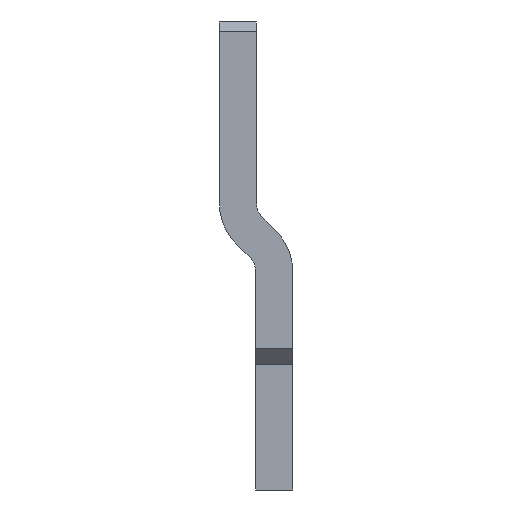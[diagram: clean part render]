
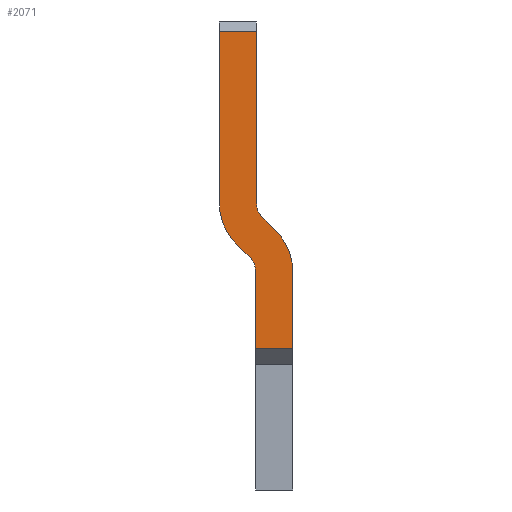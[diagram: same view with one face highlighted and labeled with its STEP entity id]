
A CAD part, left-side view. The second image highlights one B-rep face of the part: STEP entity #2071.
In plain terms, the highlighted planar face has unit normal (-1, 0, 0).
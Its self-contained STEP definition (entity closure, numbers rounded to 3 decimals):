
#1493=AXIS2_PLACEMENT_3D('Circle Axis2P3D',#1491,#1492,$) ;
#1528=AXIS2_PLACEMENT_3D('Circle Axis2P3D',#1526,#1527,$) ;
#1573=AXIS2_PLACEMENT_3D('Circle Axis2P3D',#1571,#1572,$) ;
#1625=AXIS2_PLACEMENT_3D('Circle Axis2P3D',#1623,#1624,$) ;
#2036=AXIS2_PLACEMENT_3D('Plane Axis2P3D',#2033,#2034,#2035) ;
#1474=CARTESIAN_POINT('Vertex',(-43.75,15.685,88.086)) ;
#1488=CARTESIAN_POINT('Vertex',(-43.75,15.1,86.672)) ;
#1491=CARTESIAN_POINT('Axis2P3D Location',(-43.75,17.1,86.672)) ;
#1509=CARTESIAN_POINT('Vertex',(-43.75,14.414,92.471)) ;
#1523=CARTESIAN_POINT('Vertex',(-43.75,15.,93.885)) ;
#1526=CARTESIAN_POINT('Axis2P3D Location',(-43.75,13.,93.885)) ;
#1542=CARTESIAN_POINT('Vertex',(-43.75,17.242,89.643)) ;
#1552=CARTESIAN_POINT('Line Origine',(-43.75,16.464,88.864)) ;
#1571=CARTESIAN_POINT('Axis2P3D Location',(-43.75,13.,93.885)) ;
#1575=CARTESIAN_POINT('Vertex',(-43.75,19.,93.885)) ;
#1594=CARTESIAN_POINT('Vertex',(-43.75,12.857,90.914)) ;
#1604=CARTESIAN_POINT('Line Origine',(-43.75,13.635,91.693)) ;
#1623=CARTESIAN_POINT('Axis2P3D Location',(-43.75,17.1,86.672)) ;
#1627=CARTESIAN_POINT('Vertex',(-43.75,11.1,86.672)) ;
#1663=CARTESIAN_POINT('Line Origine',(-43.75,11.1,82.461)) ;
#1667=CARTESIAN_POINT('Vertex',(-43.75,11.1,78.25)) ;
#1731=CARTESIAN_POINT('Vertex',(-43.75,15.1,78.25)) ;
#1734=CARTESIAN_POINT('Line Origine',(-43.75,15.1,82.461)) ;
#1850=CARTESIAN_POINT('Line Origine',(-43.75,13.1,78.25)) ;
#2033=CARTESIAN_POINT('Axis2P3D Location',(-43.75,0.,0.)) ;
#2038=CARTESIAN_POINT('Line Origine',(-43.75,17.,112.5)) ;
#2042=CARTESIAN_POINT('Vertex',(-43.75,19.,112.5)) ;
#2044=CARTESIAN_POINT('Vertex',(-43.75,15.,112.5)) ;
#2047=CARTESIAN_POINT('Line Origine',(-43.75,19.,103.193)) ;
#2052=CARTESIAN_POINT('Line Origine',(-43.75,15.,103.193)) ;
#1492=DIRECTION('Axis2P3D Direction',(1.,0.,0.)) ;
#1527=DIRECTION('Axis2P3D Direction',(1.,0.,0.)) ;
#1553=DIRECTION('Vector Direction',(0.,-0.707,-0.707)) ;
#1572=DIRECTION('Axis2P3D Direction',(1.,0.,0.)) ;
#1605=DIRECTION('Vector Direction',(0.,0.707,0.707)) ;
#1624=DIRECTION('Axis2P3D Direction',(1.,0.,0.)) ;
#1664=DIRECTION('Vector Direction',(0.,0.,1.)) ;
#1735=DIRECTION('Vector Direction',(0.,0.,-1.)) ;
#1851=DIRECTION('Vector Direction',(0.,1.,0.)) ;
#2034=DIRECTION('Axis2P3D Direction',(1.,0.,0.)) ;
#2035=DIRECTION('Axis2P3D XDirection',(0.,1.,0.)) ;
#2039=DIRECTION('Vector Direction',(0.,-1.,0.)) ;
#2048=DIRECTION('Vector Direction',(0.,0.,-1.)) ;
#2053=DIRECTION('Vector Direction',(0.,0.,1.)) ;
#1554=VECTOR('Line Direction',#1553,1.) ;
#1606=VECTOR('Line Direction',#1605,1.) ;
#1665=VECTOR('Line Direction',#1664,1.) ;
#1736=VECTOR('Line Direction',#1735,1.) ;
#1852=VECTOR('Line Direction',#1851,1.) ;
#2040=VECTOR('Line Direction',#2039,1.) ;
#2049=VECTOR('Line Direction',#2048,1.) ;
#2054=VECTOR('Line Direction',#2053,1.) ;
#2058=ORIENTED_EDGE('',*,*,#2046,.F.) ;
#2059=ORIENTED_EDGE('',*,*,#2051,.F.) ;
#2060=ORIENTED_EDGE('',*,*,#1577,.F.) ;
#2061=ORIENTED_EDGE('',*,*,#1556,.F.) ;
#2062=ORIENTED_EDGE('',*,*,#1495,.T.) ;
#2063=ORIENTED_EDGE('',*,*,#1738,.F.) ;
#2064=ORIENTED_EDGE('',*,*,#1854,.F.) ;
#2065=ORIENTED_EDGE('',*,*,#1669,.F.) ;
#2066=ORIENTED_EDGE('',*,*,#1629,.F.) ;
#2067=ORIENTED_EDGE('',*,*,#1608,.F.) ;
#2068=ORIENTED_EDGE('',*,*,#1530,.T.) ;
#2069=ORIENTED_EDGE('',*,*,#2056,.F.) ;
#2071=ADVANCED_FACE('Terminali anteriori prolungati EF superiori',(#2070),#2037,.F.) ;
#1494=CIRCLE('generated circle',#1493,2.) ;
#1529=CIRCLE('generated circle',#1528,2.) ;
#1574=CIRCLE('generated circle',#1573,6.) ;
#1626=CIRCLE('generated circle',#1625,6.) ;
#1495=EDGE_CURVE('',#1475,#1489,#1494,.T.) ;
#1530=EDGE_CURVE('',#1510,#1524,#1529,.T.) ;
#1556=EDGE_CURVE('',#1475,#1543,#1555,.F.) ;
#1577=EDGE_CURVE('',#1543,#1576,#1574,.T.) ;
#1608=EDGE_CURVE('',#1510,#1595,#1607,.F.) ;
#1629=EDGE_CURVE('',#1595,#1628,#1626,.T.) ;
#1669=EDGE_CURVE('',#1628,#1668,#1666,.F.) ;
#1738=EDGE_CURVE('',#1732,#1489,#1737,.F.) ;
#1854=EDGE_CURVE('',#1668,#1732,#1853,.T.) ;
#2046=EDGE_CURVE('',#2043,#2045,#2041,.T.) ;
#2051=EDGE_CURVE('',#1576,#2043,#2050,.F.) ;
#2056=EDGE_CURVE('',#2045,#1524,#2055,.F.) ;
#2057=EDGE_LOOP('',(#2058,#2059,#2060,#2061,#2062,#2063,#2064,#2065,#2066,#2067,#2068,#2069)) ;
#2070=FACE_OUTER_BOUND('',#2057,.T.) ;
#1555=LINE('Line',#1552,#1554) ;
#1607=LINE('Line',#1604,#1606) ;
#1666=LINE('Line',#1663,#1665) ;
#1737=LINE('Line',#1734,#1736) ;
#1853=LINE('Line',#1850,#1852) ;
#2041=LINE('Line',#2038,#2040) ;
#2050=LINE('Line',#2047,#2049) ;
#2055=LINE('Line',#2052,#2054) ;
#2037=PLANE('',#2036) ;
#1475=VERTEX_POINT('',#1474) ;
#1489=VERTEX_POINT('',#1488) ;
#1510=VERTEX_POINT('',#1509) ;
#1524=VERTEX_POINT('',#1523) ;
#1543=VERTEX_POINT('',#1542) ;
#1576=VERTEX_POINT('',#1575) ;
#1595=VERTEX_POINT('',#1594) ;
#1628=VERTEX_POINT('',#1627) ;
#1668=VERTEX_POINT('',#1667) ;
#1732=VERTEX_POINT('',#1731) ;
#2043=VERTEX_POINT('',#2042) ;
#2045=VERTEX_POINT('',#2044) ;
